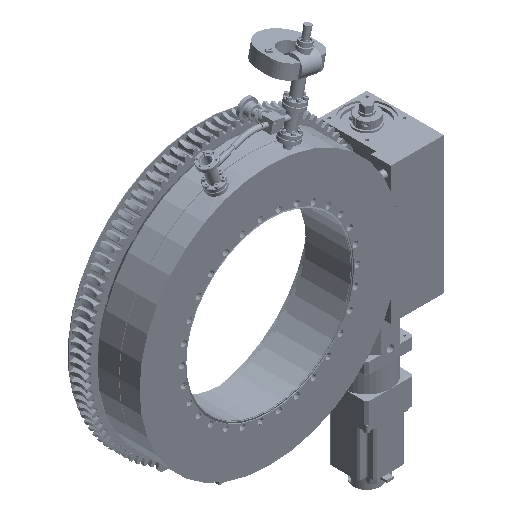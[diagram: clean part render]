
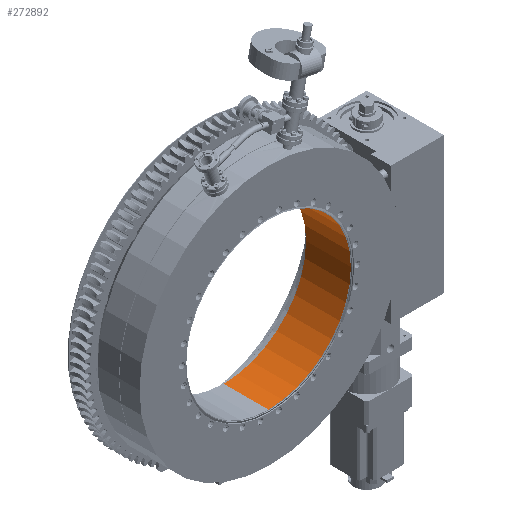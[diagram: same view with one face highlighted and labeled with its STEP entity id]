
A CAD part, isometric view. The second image highlights one B-rep face of the part: STEP entity #272892.
In plain terms, the highlighted cylindrical face has radius 152.781 mm (diameter 305.562 mm), a partial arc.
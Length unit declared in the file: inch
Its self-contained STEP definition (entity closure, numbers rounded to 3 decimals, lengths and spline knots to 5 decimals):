
#5115 = EDGE_LOOP ( 'NONE', ( #298718, #298726, #298730, #298734 ) ) ;
#35788 = EDGE_CURVE ( 'NONE', #250505, #250663, #118904, .T. ) ;
#35795 = EDGE_CURVE ( 'NONE', #251528, #249827, #118924, .T. ) ;
#35802 = EDGE_CURVE ( 'NONE', #251528, #250505, #118951, .T. ) ;
#35805 = EDGE_CURVE ( 'NONE', #249827, #250663, #118958, .T. ) ;
#64685 = AXIS2_PLACEMENT_3D ( 'NONE', #122519, #122533, #122535 ) ;
#64690 = AXIS2_PLACEMENT_3D ( 'NONE', #122526, #122538, #122540 ) ;
#118904 = LINE ( 'NONE', #122500, #118908 ) ;
#118908 = VECTOR ( 'NONE', #122501, 39.37008 ) ;
#118911 = VECTOR ( 'NONE', #122517, 39.37008 ) ;
#118924 = LINE ( 'NONE', #122479, #118911 ) ;
#118951 = CIRCLE ( 'NONE', #64685, 6.015 ) ;
#118958 = CIRCLE ( 'NONE', #64690, 6.015 ) ;
#122479 = CARTESIAN_POINT ( 'NONE',  ( 0., 3.352, 6.015 ) ) ;
#122500 = CARTESIAN_POINT ( 'NONE',  ( 0., 3.352, -6.015 ) ) ;
#122501 = DIRECTION ( 'NONE',  ( 0., -1., 0. ) ) ;
#122517 = DIRECTION ( 'NONE',  ( 0., -1., 0. ) ) ;
#122519 = CARTESIAN_POINT ( 'NONE',  ( 0., 3.352, 0. ) ) ;
#122526 = CARTESIAN_POINT ( 'NONE',  ( 0., 0.086, 0. ) ) ;
#122533 = DIRECTION ( 'NONE',  ( 0., 1., 0. ) ) ;
#122535 = DIRECTION ( 'NONE',  ( 0., 0., 1. ) ) ;
#122538 = DIRECTION ( 'NONE',  ( 0., 1., 0. ) ) ;
#122540 = DIRECTION ( 'NONE',  ( 0., 0., 1. ) ) ;
#151469 = CARTESIAN_POINT ( 'NONE',  ( 0., 0.086, 6.015 ) ) ;
#151888 = CARTESIAN_POINT ( 'NONE',  ( 0., 3.352, -6.015 ) ) ;
#152005 = CARTESIAN_POINT ( 'NONE',  ( 0., 0.086, -6.015 ) ) ;
#152410 = CARTESIAN_POINT ( 'NONE',  ( 0., 3.352, 6.015 ) ) ;
#164817 = AXIS2_PLACEMENT_3D ( 'NONE', #170274, #170250, #170227 ) ;
#170227 = DIRECTION ( 'NONE',  ( 0., 0., -1. ) ) ;
#170250 = DIRECTION ( 'NONE',  ( 0., -1., 0. ) ) ;
#170274 = CARTESIAN_POINT ( 'NONE',  ( 0., 3.352, 0. ) ) ;
#175528 = FACE_OUTER_BOUND ( 'NONE', #5115, .T. ) ;
#175532 = CYLINDRICAL_SURFACE ( 'NONE', #164817, 6.015 ) ;
#249827 = VERTEX_POINT ( 'NONE', #151469 ) ;
#250505 = VERTEX_POINT ( 'NONE', #151888 ) ;
#250663 = VERTEX_POINT ( 'NONE', #152005 ) ;
#251528 = VERTEX_POINT ( 'NONE', #152410 ) ;
#272892 = ADVANCED_FACE ( 'NONE', ( #175528 ), #175532, .F. ) ;
#298718 = ORIENTED_EDGE ( 'NONE', *, *, #35795, .F. ) ;
#298726 = ORIENTED_EDGE ( 'NONE', *, *, #35802, .T. ) ;
#298730 = ORIENTED_EDGE ( 'NONE', *, *, #35788, .T. ) ;
#298734 = ORIENTED_EDGE ( 'NONE', *, *, #35805, .F. ) ;
